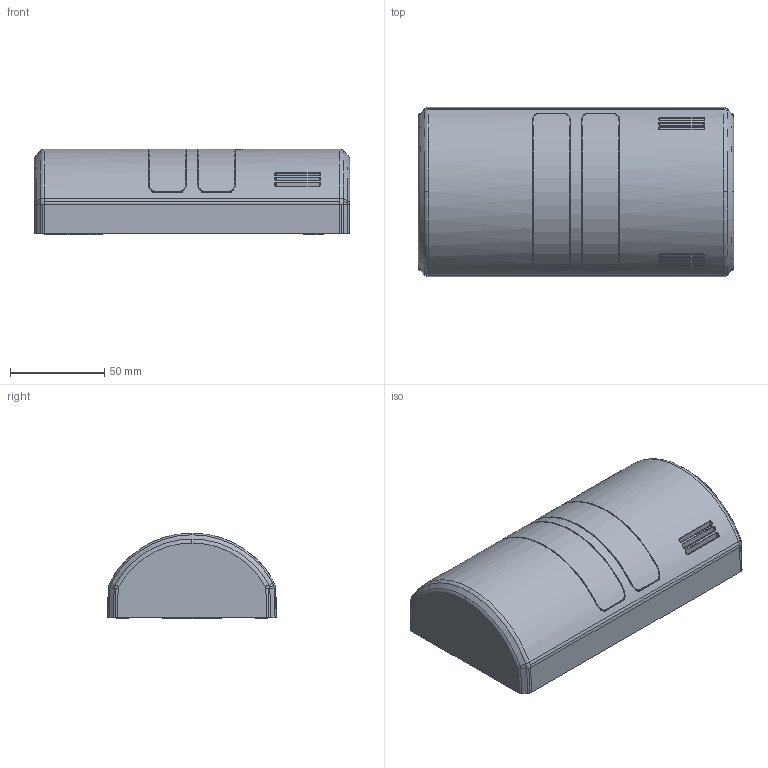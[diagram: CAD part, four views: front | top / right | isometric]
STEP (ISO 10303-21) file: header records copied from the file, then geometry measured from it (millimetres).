
FILE_DESCRIPTION(/* description */ (''),/* implementation_level */ '2;1');
FILE_NAME(/* name */ 'HD2.stp',/* time_stamp */ '2012-08-28T12:29:07+02:00',/* author */ (''),/* organization */ (''),/* preprocessor_version */ 'ST-DEVELOPER v11',/* originating_system */ 'SIEMENS PLM Software NX 7.5',/* authorisation */ '');
FILE_SCHEMA (('AUTOMOTIVE_DESIGN { 1 0 10303 214 1 1 1 1 }'));
Length unit declared in the file: millimetre
Products named in the file (1): m.ne475Fge10
Bounding box: 167.4 x 90 x 45.5 mm (x, y, z)
Volume: 517335.6 mm3; surface area: 58674.1 mm2
Topology: 1 solids, 8 shells, 1064 faces, 2668 edges, 1612 vertices
Faces by surface type: cylinder 375, plane 340, bspline 137, sphere 92, cone 74, torus 46
Entity records: 37395 total; most frequent: CARTESIAN_POINT 13735, ORIENTED_EDGE 5258, DIRECTION 4517, EDGE_CURVE 2629, AXIS2_PLACEMENT_3D 1643, VERTEX_POINT 1612, LINE 1231, VECTOR 1231
